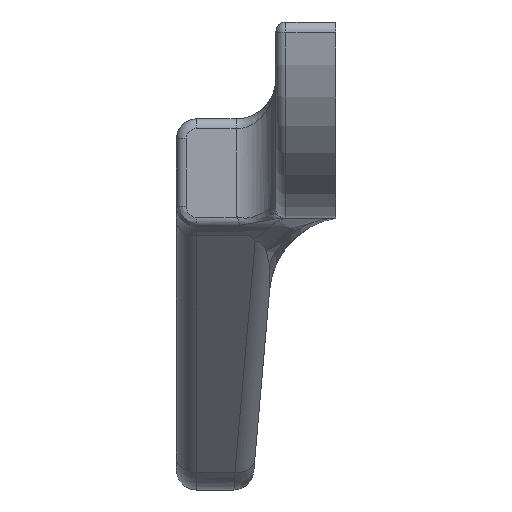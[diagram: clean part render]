
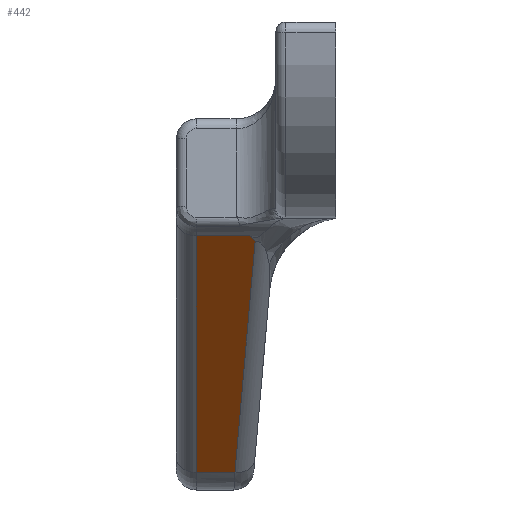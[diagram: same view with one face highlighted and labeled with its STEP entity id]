
A CAD part, left-side view. The second image highlights one B-rep face of the part: STEP entity #442.
In plain terms, the highlighted planar face has unit normal (-0.707, 0, -0.707).
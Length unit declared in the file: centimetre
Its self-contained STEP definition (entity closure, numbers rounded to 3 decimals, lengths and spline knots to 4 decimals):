
#17 = CARTESIAN_POINT ( 'NONE',  ( -1.3833, 0.412, -6.7317 ) ) ;
#39 = CARTESIAN_POINT ( 'NONE',  ( -1.3728, 0.4044, -6.7422 ) ) ;
#95 = CARTESIAN_POINT ( 'NONE',  ( -1.4021, 0.4318, -6.7129 ) ) ;
#249 = CARTESIAN_POINT ( 'NONE',  ( -1.49, 0.7, -6.625 ) ) ;
#254 = VECTOR ( 'NONE', #3002, 100. ) ;
#255 = CARTESIAN_POINT ( 'NONE',  ( -1.49, 0.8, -6.625 ) ) ;
#272 = VECTOR ( 'NONE', #2140, 100. ) ;
#372 = B_SPLINE_CURVE_WITH_KNOTS ( 'NONE', 3,
 ( #39, #17, #793, #2312 ),
 .UNSPECIFIED., .F., .F.,
 ( 4, 4 ),
 ( 0., 0.0005 ),
 .UNSPECIFIED. ) ;
#442 = ADVANCED_FACE ( 'NONE', ( #1291 ), #510, .F. ) ;
#505 = ORIENTED_EDGE ( 'NONE', *, *, #3204, .T. ) ;
#510 = PLANE ( 'NONE',  #1419 ) ;
#573 = VERTEX_POINT ( 'NONE', #95 ) ;
#678 = EDGE_CURVE ( 'NONE', #573, #2448, #2171, .T. ) ;
#697 = VERTEX_POINT ( 'NONE', #1960 ) ;
#728 = EDGE_CURVE ( 'NONE', #3070, #697, #2728, .T. ) ;
#733 = VECTOR ( 'NONE', #2682, 100. ) ;
#793 = CARTESIAN_POINT ( 'NONE',  ( -1.3931, 0.4212, -6.7219 ) ) ;
#828 = CARTESIAN_POINT ( 'NONE',  ( -1.3728, 0.4044, -6.7422 ) ) ;
#840 = ORIENTED_EDGE ( 'NONE', *, *, #2200, .T. ) ;
#1060 = DIRECTION ( 'NONE',  ( 0.707, 0., -0.707 ) ) ;
#1063 = CARTESIAN_POINT ( 'NONE',  ( -1.4021, 0.7, -6.7129 ) ) ;
#1205 = CARTESIAN_POINT ( 'NONE',  ( -0.2121, 0.8, -7.9029 ) ) ;
#1291 = FACE_OUTER_BOUND ( 'NONE', #1338, .T. ) ;
#1326 = EDGE_CURVE ( 'NONE', #697, #2454, #2663, .T. ) ;
#1338 = EDGE_LOOP ( 'NONE', ( #2152, #505, #2174, #840, #2215 ) ) ;
#1419 = AXIS2_PLACEMENT_3D ( 'NONE', #255, #3063, #1060 ) ;
#1960 = CARTESIAN_POINT ( 'NONE',  ( -0.2121, 0.506, -7.9029 ) ) ;
#2140 = DIRECTION ( 'NONE',  ( -0.706, -0.062, 0.706 ) ) ;
#2152 = ORIENTED_EDGE ( 'NONE', *, *, #1326, .T. ) ;
#2171 = LINE ( 'NONE', #2911, #733 ) ;
#2174 = ORIENTED_EDGE ( 'NONE', *, *, #678, .T. ) ;
#2200 = EDGE_CURVE ( 'NONE', #2448, #3070, #2550, .T. ) ;
#2215 = ORIENTED_EDGE ( 'NONE', *, *, #728, .T. ) ;
#2312 = CARTESIAN_POINT ( 'NONE',  ( -1.4021, 0.4318, -6.7129 ) ) ;
#2448 = VERTEX_POINT ( 'NONE', #1063 ) ;
#2454 = VERTEX_POINT ( 'NONE', #828 ) ;
#2550 = LINE ( 'NONE', #249, #2791 ) ;
#2663 = LINE ( 'NONE', #2901, #272 ) ;
#2682 = DIRECTION ( 'NONE',  ( 0., 1., 0. ) ) ;
#2728 = LINE ( 'NONE', #1205, #254 ) ;
#2791 = VECTOR ( 'NONE', #2808, 100. ) ;
#2808 = DIRECTION ( 'NONE',  ( 0.707, 0., -0.707 ) ) ;
#2901 = CARTESIAN_POINT ( 'NONE',  ( -1.4062, 0.4015, -6.7088 ) ) ;
#2911 = CARTESIAN_POINT ( 'NONE',  ( -1.4021, 0.5, -6.7129 ) ) ;
#3002 = DIRECTION ( 'NONE',  ( 0., -1., 0. ) ) ;
#3063 = DIRECTION ( 'NONE',  ( 0.707, 0., 0.707 ) ) ;
#3070 = VERTEX_POINT ( 'NONE', #3246 ) ;
#3204 = EDGE_CURVE ( 'NONE', #2454, #573, #372, .T. ) ;
#3246 = CARTESIAN_POINT ( 'NONE',  ( -0.2121, 0.7, -7.9029 ) ) ;
